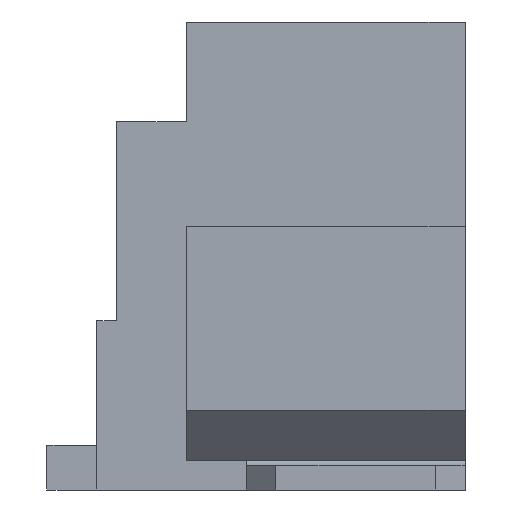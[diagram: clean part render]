
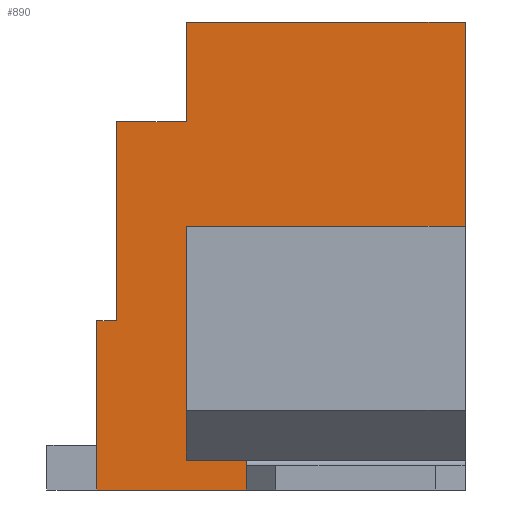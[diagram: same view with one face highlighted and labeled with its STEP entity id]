
A CAD part, left-side view. The second image highlights one B-rep face of the part: STEP entity #890.
In plain terms, the highlighted planar face has unit normal (-1, 0, 0).
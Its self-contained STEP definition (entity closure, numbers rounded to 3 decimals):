
#32 = VERTEX_POINT('',#33);
#33 = CARTESIAN_POINT('',(-7.125,0.2,4.7));
#39 = EDGE_CURVE('',#32,#40,#42,.T.);
#40 = VERTEX_POINT('',#41);
#41 = CARTESIAN_POINT('',(-7.125,-2.6,4.7));
#42 = LINE('',#43,#44);
#43 = CARTESIAN_POINT('',(-7.125,1.1,4.7));
#44 = VECTOR('',#45,1.);
#45 = DIRECTION('',(0.,-1.,0.));
#183 = VERTEX_POINT('',#184);
#184 = CARTESIAN_POINT('',(-7.125,-2.6,0.35));
#190 = EDGE_CURVE('',#183,#191,#193,.T.);
#191 = VERTEX_POINT('',#192);
#192 = CARTESIAN_POINT('',(-7.125,-2.6,0.));
#193 = LINE('',#194,#195);
#194 = CARTESIAN_POINT('',(-7.125,-2.6,1.6));
#195 = VECTOR('',#196,1.);
#196 = DIRECTION('',(0.,0.,-1.));
#799 = EDGE_CURVE('',#800,#40,#802,.T.);
#800 = VERTEX_POINT('',#801);
#801 = CARTESIAN_POINT('',(-7.125,-2.6,2.65));
#802 = LINE('',#803,#804);
#803 = CARTESIAN_POINT('',(-7.125,-2.6,0.));
#804 = VECTOR('',#805,1.);
#805 = DIRECTION('',(0.,0.,1.));
#890 = ADVANCED_FACE('',(#891),#980,.T.);
#891 = FACE_BOUND('',#892,.T.);
#892 = EDGE_LOOP('',(#893,#903,#909,#910,#918,#926,#934,#942,#948,#949,
#950,#958,#966,#974));
#893 = ORIENTED_EDGE('',*,*,#894,.F.);
#894 = EDGE_CURVE('',#895,#897,#899,.T.);
#895 = VERTEX_POINT('',#896);
#896 = CARTESIAN_POINT('',(-7.125,1.1,0.));
#897 = VERTEX_POINT('',#898);
#898 = CARTESIAN_POINT('',(-7.125,1.1,1.7));
#899 = LINE('',#900,#901);
#900 = CARTESIAN_POINT('',(-7.125,1.1,0.));
#901 = VECTOR('',#902,1.);
#902 = DIRECTION('',(0.,0.,1.));
#903 = ORIENTED_EDGE('',*,*,#904,.T.);
#904 = EDGE_CURVE('',#895,#191,#905,.T.);
#905 = LINE('',#906,#907);
#906 = CARTESIAN_POINT('',(-7.125,1.1,0.));
#907 = VECTOR('',#908,1.);
#908 = DIRECTION('',(0.,-1.,0.));
#909 = ORIENTED_EDGE('',*,*,#190,.F.);
#910 = ORIENTED_EDGE('',*,*,#911,.F.);
#911 = EDGE_CURVE('',#912,#183,#914,.T.);
#912 = VERTEX_POINT('',#913);
#913 = CARTESIAN_POINT('',(-7.125,-0.4,0.35));
#914 = LINE('',#915,#916);
#915 = CARTESIAN_POINT('',(-7.125,-0.4,0.35));
#916 = VECTOR('',#917,1.);
#917 = DIRECTION('',(0.,-1.,0.));
#918 = ORIENTED_EDGE('',*,*,#919,.T.);
#919 = EDGE_CURVE('',#912,#920,#922,.T.);
#920 = VERTEX_POINT('',#921);
#921 = CARTESIAN_POINT('',(-7.125,-0.4,0.3));
#922 = LINE('',#923,#924);
#923 = CARTESIAN_POINT('',(-7.125,-0.4,1.6));
#924 = VECTOR('',#925,1.);
#925 = DIRECTION('',(0.,0.,-1.));
#926 = ORIENTED_EDGE('',*,*,#927,.T.);
#927 = EDGE_CURVE('',#920,#928,#930,.T.);
#928 = VERTEX_POINT('',#929);
#929 = CARTESIAN_POINT('',(-7.125,0.2,0.3));
#930 = LINE('',#931,#932);
#931 = CARTESIAN_POINT('',(-7.125,-2.6,0.3));
#932 = VECTOR('',#933,1.);
#933 = DIRECTION('',(0.,1.,0.));
#934 = ORIENTED_EDGE('',*,*,#935,.F.);
#935 = EDGE_CURVE('',#936,#928,#938,.T.);
#936 = VERTEX_POINT('',#937);
#937 = CARTESIAN_POINT('',(-7.125,0.2,2.65));
#938 = LINE('',#939,#940);
#939 = CARTESIAN_POINT('',(-7.125,0.2,2.65));
#940 = VECTOR('',#941,1.);
#941 = DIRECTION('',(0.,0.,-1.));
#942 = ORIENTED_EDGE('',*,*,#943,.F.);
#943 = EDGE_CURVE('',#800,#936,#944,.T.);
#944 = LINE('',#945,#946);
#945 = CARTESIAN_POINT('',(-7.125,-2.6,2.65));
#946 = VECTOR('',#947,1.);
#947 = DIRECTION('',(0.,1.,0.));
#948 = ORIENTED_EDGE('',*,*,#799,.T.);
#949 = ORIENTED_EDGE('',*,*,#39,.F.);
#950 = ORIENTED_EDGE('',*,*,#951,.T.);
#951 = EDGE_CURVE('',#32,#952,#954,.T.);
#952 = VERTEX_POINT('',#953);
#953 = CARTESIAN_POINT('',(-7.125,0.2,3.7));
#954 = LINE('',#955,#956);
#955 = CARTESIAN_POINT('',(-7.125,0.2,4.7));
#956 = VECTOR('',#957,1.);
#957 = DIRECTION('',(-0.,-0.,-1.));
#958 = ORIENTED_EDGE('',*,*,#959,.F.);
#959 = EDGE_CURVE('',#960,#952,#962,.T.);
#960 = VERTEX_POINT('',#961);
#961 = CARTESIAN_POINT('',(-7.125,0.9,3.7));
#962 = LINE('',#963,#964);
#963 = CARTESIAN_POINT('',(-7.125,0.9,3.7));
#964 = VECTOR('',#965,1.);
#965 = DIRECTION('',(0.,-1.,0.));
#966 = ORIENTED_EDGE('',*,*,#967,.T.);
#967 = EDGE_CURVE('',#960,#968,#970,.T.);
#968 = VERTEX_POINT('',#969);
#969 = CARTESIAN_POINT('',(-7.125,0.9,1.7));
#970 = LINE('',#971,#972);
#971 = CARTESIAN_POINT('',(-7.125,0.9,4.7));
#972 = VECTOR('',#973,1.);
#973 = DIRECTION('',(-0.,-0.,-1.));
#974 = ORIENTED_EDGE('',*,*,#975,.F.);
#975 = EDGE_CURVE('',#897,#968,#976,.T.);
#976 = LINE('',#977,#978);
#977 = CARTESIAN_POINT('',(-7.125,1.1,1.7));
#978 = VECTOR('',#979,1.);
#979 = DIRECTION('',(0.,-1.,0.));
#980 = PLANE('',#981);
#981 = AXIS2_PLACEMENT_3D('',#982,#983,#984);
#982 = CARTESIAN_POINT('',(-7.125,-0.718,2.071));
#983 = DIRECTION('',(-1.,0.,0.));
#984 = DIRECTION('',(0.,0.,-1.));
